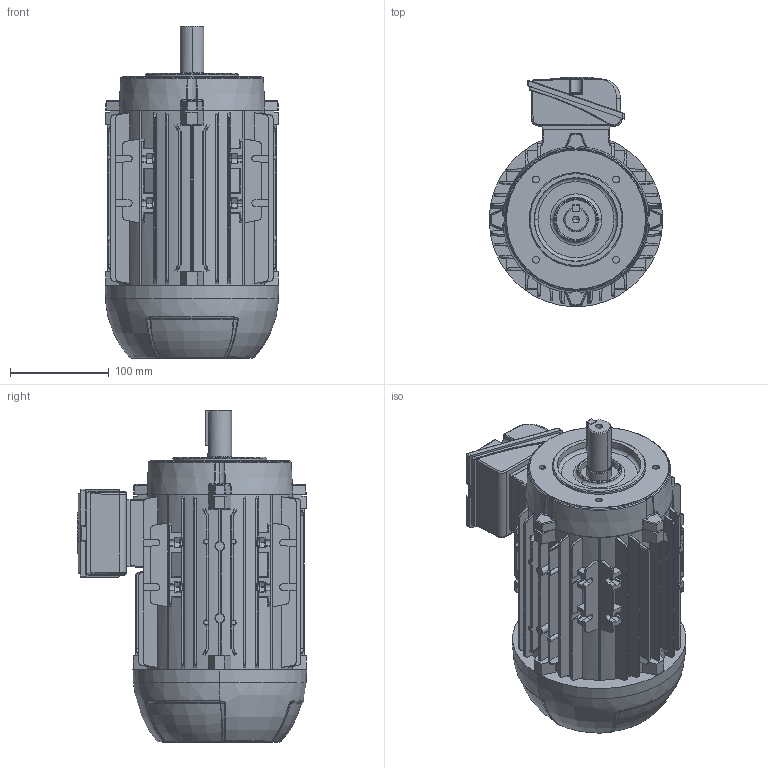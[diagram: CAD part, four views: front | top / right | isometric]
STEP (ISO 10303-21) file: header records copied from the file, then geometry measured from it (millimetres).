
FILE_DESCRIPTION (( 'STEP AP203' ), '1' );
FILE_NAME ('# IEC90 - B3T - L.STEP', '2022-05-26T14:01:03', ( '' ), ( '' ), 'SwSTEP 2.0', 'SolidWorks 2020', '' );
FILE_SCHEMA (( 'CONFIG_CONTROL_DESIGN' ));
Length unit declared in the file: millimetre
Products named in the file (14): TABELA ROTORES IEC90 4P AC180_50.5295.098 - �89,50; IEC90_500014958teste_001; 105007077; CDIN_50.5007.596- C-Din PadrÆo; 105010010-6204 NSK_SKF - 6204 - 10,DE,NC,10_68; IEC90_500014957teste_001_10.5007.074; LLLLLLLLL_505007970- COM USINAGEM; Eixo Padrão IEC90 IR3_50.5137.077_IR2; # IEC90 - B3T - L; 105007074_10.5007.074; 105007080_10.5007.080; IEC90_105032001teste_001_10.5032.018-8x7x36; 105010019-6205 NSK_DIN 625 - 6205 - 12,DE,NC,12_68; 505142045_505142045
Assembly tree (8 placements, depth 3):
  TABELA ROTORES IEC90 4P AC180_50.5295.098 - �89,50
  105007077
  105010010-6204 NSK_SKF - 6204 - 10,DE,NC,10_68
  # IEC90 - B3T - L
    LLLLLLLLL_505007970- COM USINAGEM
    505142045_505142045
      Eixo Padrão IEC90 IR3_50.5137.077_IR2
    105007080_10.5007.080
    IEC90_105032001teste_001_10.5032.018-8x7x36
    CDIN_50.5007.596- C-Din PadrÆo
    IEC90_500014957teste_001_10.5007.074
    IEC90_500014958teste_001
  105007074_10.5007.074
Bounding box: 176 x 232.36 x 336.4 mm (x, y, z)
Volume: 5727895.4 mm3; surface area: 450034.7 mm2
Topology: 7 solids, 7 shells, 1514 faces, 3994 edges, 2517 vertices
Faces by surface type: plane 721, cylinder 317, bspline 227, cone 122, sphere 64, torus 63
Entity records: 56961 total; most frequent: CARTESIAN_POINT 21374, ORIENTED_EDGE 7908, DIRECTION 6255, EDGE_CURVE 3954, VERTEX_POINT 2509, VECTOR 2107, LINE 2107, AXIS2_PLACEMENT_3D 2074
